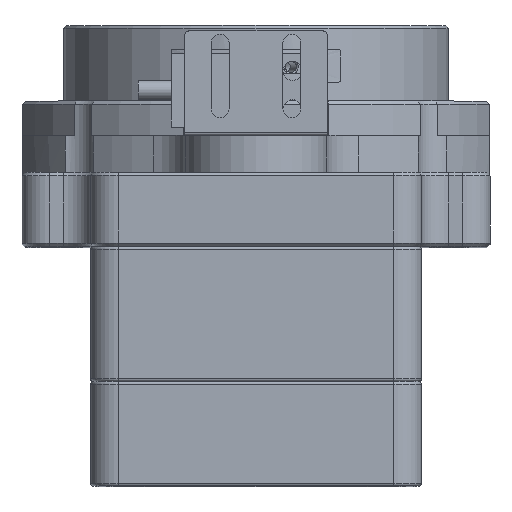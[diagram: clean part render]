
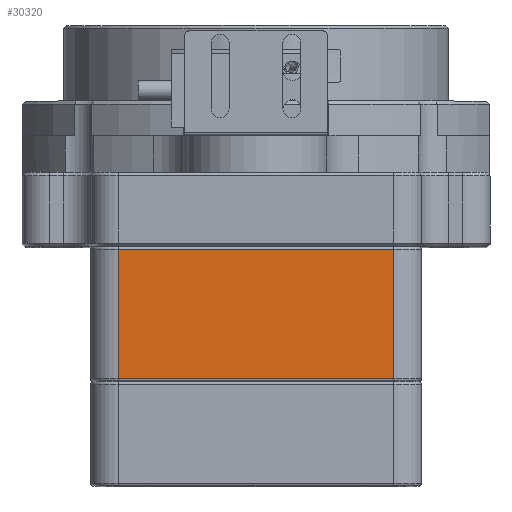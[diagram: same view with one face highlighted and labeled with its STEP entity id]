
A CAD part, top view. The second image highlights one B-rep face of the part: STEP entity #30320.
In plain terms, the highlighted planar face has unit normal (0, 0, 1).
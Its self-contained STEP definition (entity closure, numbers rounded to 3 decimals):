
#1159 = CARTESIAN_POINT ( 'NONE',  ( 25., -0.5, 73. ) ) ;
#7131 = VERTEX_POINT ( 'NONE', #30575 ) ;
#9063 = PLANE ( 'NONE',  #19216 ) ;
#12730 = DIRECTION ( 'NONE',  ( -1., 0., 0. ) ) ;
#12750 = CARTESIAN_POINT ( 'NONE',  ( -25., -0.5, 73. ) ) ;
#12757 = LINE ( 'NONE', #12750, #14305 ) ;
#13051 = CARTESIAN_POINT ( 'NONE',  ( -25., -0.5, 73. ) ) ;
#13341 = DIRECTION ( 'NONE',  ( 0., 1., 0. ) ) ;
#13344 = CARTESIAN_POINT ( 'NONE',  ( 25., 0., 73. ) ) ;
#13374 = LINE ( 'NONE', #13344, #24406 ) ;
#14192 = EDGE_CURVE ( 'NONE', #7131, #28743, #31881, .T. ) ;
#14305 = VECTOR ( 'NONE', #12730, 1000. ) ;
#16040 = EDGE_CURVE ( 'NONE', #28743, #19741, #13374, .T. ) ;
#17928 = EDGE_CURVE ( 'NONE', #31917, #7131, #23436, .T. ) ;
#19216 = AXIS2_PLACEMENT_3D ( 'NONE', #33402, #33392, #33383 ) ;
#19535 = EDGE_LOOP ( 'NONE', ( #31984, #31948, #32132, #32429 ) ) ;
#19741 = VERTEX_POINT ( 'NONE', #1159 ) ;
#20080 = VECTOR ( 'NONE', #31832, 1000. ) ;
#21457 = EDGE_CURVE ( 'NONE', #19741, #31917, #12757, .T. ) ;
#23393 = DIRECTION ( 'NONE',  ( 0., -1., 0. ) ) ;
#23399 = CARTESIAN_POINT ( 'NONE',  ( -25., 0., 73. ) ) ;
#23436 = LINE ( 'NONE', #23399, #30726 ) ;
#24406 = VECTOR ( 'NONE', #13341, 1000. ) ;
#28743 = VERTEX_POINT ( 'NONE', #31507 ) ;
#30320 = ADVANCED_FACE ( 'NONE', ( #30732 ), #9063, .T. ) ;
#30575 = CARTESIAN_POINT ( 'NONE',  ( -25., -24., 73. ) ) ;
#30726 = VECTOR ( 'NONE', #23393, 1000. ) ;
#30732 = FACE_OUTER_BOUND ( 'NONE', #19535, .T. ) ;
#31507 = CARTESIAN_POINT ( 'NONE',  ( 25., -24., 73. ) ) ;
#31832 = DIRECTION ( 'NONE',  ( 1., 0., 0. ) ) ;
#31875 = CARTESIAN_POINT ( 'NONE',  ( 30., -24., 73. ) ) ;
#31881 = LINE ( 'NONE', #31875, #20080 ) ;
#31917 = VERTEX_POINT ( 'NONE', #13051 ) ;
#31948 = ORIENTED_EDGE ( 'NONE', *, *, #21457, .T. ) ;
#31984 = ORIENTED_EDGE ( 'NONE', *, *, #16040, .T. ) ;
#32132 = ORIENTED_EDGE ( 'NONE', *, *, #17928, .T. ) ;
#32429 = ORIENTED_EDGE ( 'NONE', *, *, #14192, .T. ) ;
#33383 = DIRECTION ( 'NONE',  ( -1., 0., 0. ) ) ;
#33392 = DIRECTION ( 'NONE',  ( 0., 0., 1. ) ) ;
#33402 = CARTESIAN_POINT ( 'NONE',  ( 30., 0., 73. ) ) ;
